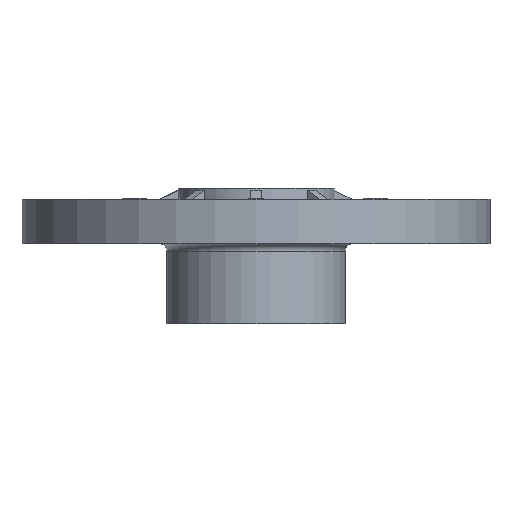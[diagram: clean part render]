
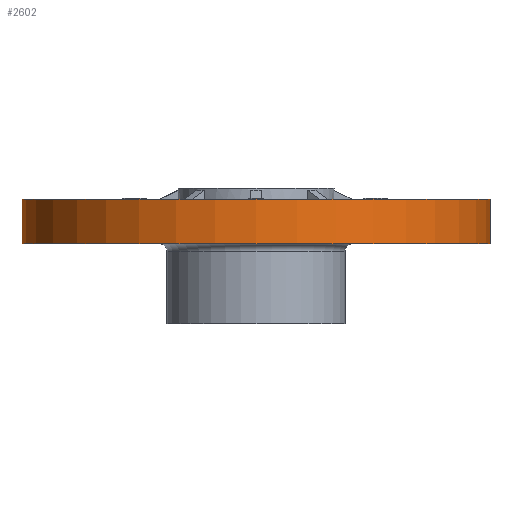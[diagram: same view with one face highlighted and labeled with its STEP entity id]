
A CAD part, front view. The second image highlights one B-rep face of the part: STEP entity #2602.
In plain terms, the highlighted cylindrical face has radius 10.5 mm (diameter 21 mm), a full revolution.
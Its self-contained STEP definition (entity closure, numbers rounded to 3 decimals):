
#216=CYLINDRICAL_SURFACE('',#2777,10.5);
#410=LINE('',#4932,#604);
#604=VECTOR('',#3294,10.5);
#802=FACE_OUTER_BOUND('',#975,.T.);
#975=EDGE_LOOP('',(#2451,#2452,#2453,#2454));
#1011=CIRCLE('',#2700,10.5);
#1028=CIRCLE('',#2735,10.5);
#1160=VERTEX_POINT('',#3614);
#1298=VERTEX_POINT('',#4853);
#1459=EDGE_CURVE('',#1160,#1160,#1011,.T.);
#1660=EDGE_CURVE('',#1298,#1298,#1028,.T.);
#1697=EDGE_CURVE('',#1160,#1298,#410,.T.);
#2451=ORIENTED_EDGE('',*,*,#1459,.F.);
#2452=ORIENTED_EDGE('',*,*,#1697,.T.);
#2453=ORIENTED_EDGE('',*,*,#1660,.T.);
#2454=ORIENTED_EDGE('',*,*,#1697,.F.);
#2602=ADVANCED_FACE('',(#802),#216,.T.);
#2700=AXIS2_PLACEMENT_3D('',#3615,#3036,#3037);
#2735=AXIS2_PLACEMENT_3D('',#4854,#3192,#3193);
#2777=AXIS2_PLACEMENT_3D('',#4931,#3292,#3293);
#3036=DIRECTION('center_axis',(0.,0.,1.));
#3037=DIRECTION('ref_axis',(1.,0.,0.));
#3192=DIRECTION('center_axis',(0.,0.,1.));
#3193=DIRECTION('ref_axis',(1.,0.,0.));
#3292=DIRECTION('center_axis',(0.,0.,1.));
#3293=DIRECTION('ref_axis',(1.,0.,0.));
#3294=DIRECTION('',(0.,0.,-1.));
#3614=CARTESIAN_POINT('',(-10.5,0.,2.));
#3615=CARTESIAN_POINT('Origin',(0.,0.,2.));
#4853=CARTESIAN_POINT('',(-10.5,0.,0.));
#4854=CARTESIAN_POINT('Origin',(0.,0.,0.));
#4931=CARTESIAN_POINT('Origin',(0.,0.,0.));
#4932=CARTESIAN_POINT('',(-10.5,0.,0.));
